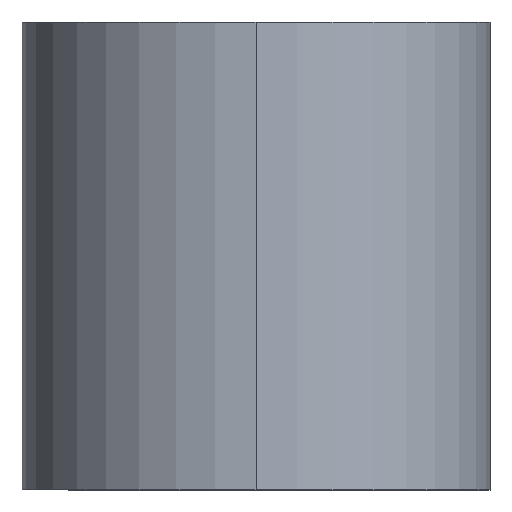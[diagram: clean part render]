
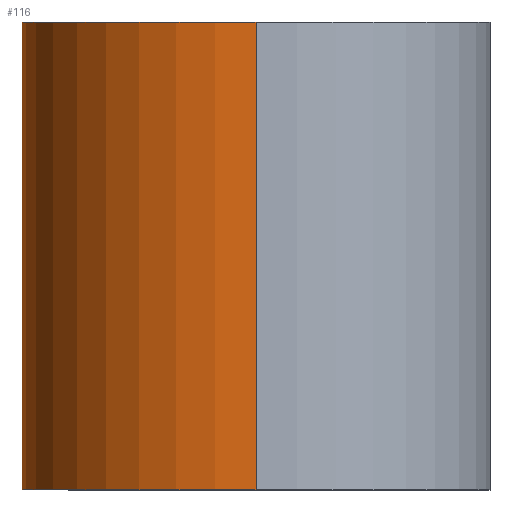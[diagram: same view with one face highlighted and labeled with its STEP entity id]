
A CAD part, left-side view. The second image highlights one B-rep face of the part: STEP entity #116.
In plain terms, the highlighted cylindrical face has radius 50 mm (diameter 100 mm), a partial arc.
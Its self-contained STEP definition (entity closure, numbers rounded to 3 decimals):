
#12 = DIRECTION ( 'NONE',  ( 0., 0., -1. ) ) ;
#17 = CARTESIAN_POINT ( 'NONE',  ( -145.924, 50., 50. ) ) ;
#18 = ORIENTED_EDGE ( 'NONE', *, *, #50, .T. ) ;
#21 = CARTESIAN_POINT ( 'NONE',  ( -95.924, 50., 50. ) ) ;
#41 = DIRECTION ( 'NONE',  ( 0., 0., 1. ) ) ;
#50 = EDGE_CURVE ( 'NONE', #252, #368, #228, .T. ) ;
#59 = EDGE_CURVE ( 'NONE', #285, #180, #288, .T. ) ;
#73 = DIRECTION ( 'NONE',  ( 1., 0., 0. ) ) ;
#82 = AXIS2_PLACEMENT_3D ( 'NONE', #448, #41, #73 ) ;
#94 = CARTESIAN_POINT ( 'NONE',  ( -195.924, 50., 50. ) ) ;
#105 = VECTOR ( 'NONE', #208, 1000. ) ;
#116 = ADVANCED_FACE ( 'NONE', ( #199 ), #305, .T. ) ;
#126 = CARTESIAN_POINT ( 'NONE',  ( -95.924, 50., -50. ) ) ;
#154 = CARTESIAN_POINT ( 'NONE',  ( -195.924, 50., -50. ) ) ;
#159 = DIRECTION ( 'NONE',  ( -1., 0., 0. ) ) ;
#168 = LINE ( 'NONE', #94, #105 ) ;
#177 = AXIS2_PLACEMENT_3D ( 'NONE', #404, #406, #328 ) ;
#180 = VERTEX_POINT ( 'NONE', #210 ) ;
#193 = DIRECTION ( 'NONE',  ( 0., 0., -1. ) ) ;
#199 = FACE_OUTER_BOUND ( 'NONE', #315, .T. ) ;
#208 = DIRECTION ( 'NONE',  ( 0., 0., -1. ) ) ;
#210 = CARTESIAN_POINT ( 'NONE',  ( -195.924, 50., 50. ) ) ;
#228 = CIRCLE ( 'NONE', #177, 50. ) ;
#243 = EDGE_CURVE ( 'NONE', #180, #368, #168, .T. ) ;
#252 = VERTEX_POINT ( 'NONE', #126 ) ;
#265 = LINE ( 'NONE', #337, #478 ) ;
#285 = VERTEX_POINT ( 'NONE', #21 ) ;
#288 = CIRCLE ( 'NONE', #82, 50. ) ;
#305 = CYLINDRICAL_SURFACE ( 'NONE', #445, 50. ) ;
#315 = EDGE_LOOP ( 'NONE', ( #364, #344, #18, #392 ) ) ;
#328 = DIRECTION ( 'NONE',  ( 1., 0., 0. ) ) ;
#337 = CARTESIAN_POINT ( 'NONE',  ( -95.924, 50., 50. ) ) ;
#344 = ORIENTED_EDGE ( 'NONE', *, *, #395, .T. ) ;
#364 = ORIENTED_EDGE ( 'NONE', *, *, #59, .F. ) ;
#368 = VERTEX_POINT ( 'NONE', #154 ) ;
#392 = ORIENTED_EDGE ( 'NONE', *, *, #243, .F. ) ;
#395 = EDGE_CURVE ( 'NONE', #285, #252, #265, .T. ) ;
#404 = CARTESIAN_POINT ( 'NONE',  ( -145.924, 50., -50. ) ) ;
#406 = DIRECTION ( 'NONE',  ( 0., 0., 1. ) ) ;
#445 = AXIS2_PLACEMENT_3D ( 'NONE', #17, #193, #159 ) ;
#448 = CARTESIAN_POINT ( 'NONE',  ( -145.924, 50., 50. ) ) ;
#478 = VECTOR ( 'NONE', #12, 1000. ) ;
